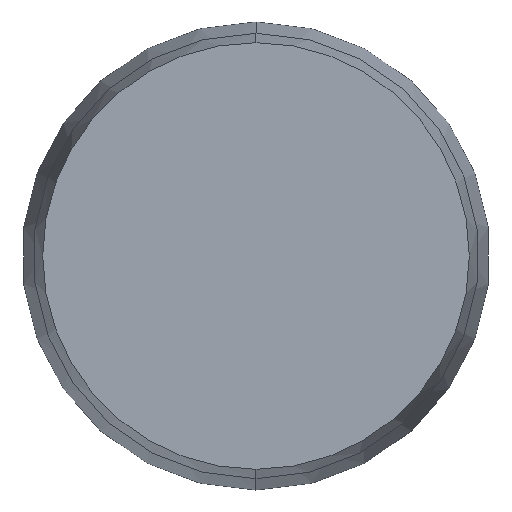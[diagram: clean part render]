
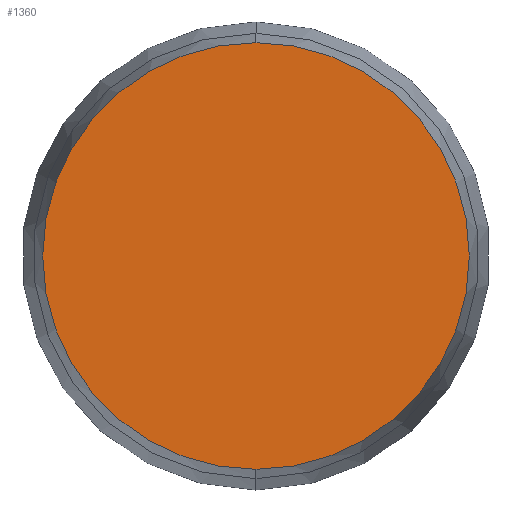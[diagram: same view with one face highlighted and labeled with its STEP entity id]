
A CAD part, left-side view. The second image highlights one B-rep face of the part: STEP entity #1360.
In plain terms, the highlighted planar face has unit normal (-1, 0, 0).
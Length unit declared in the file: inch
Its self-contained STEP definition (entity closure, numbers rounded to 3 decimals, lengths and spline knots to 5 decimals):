
#10 = VERTEX_POINT ( 'NONE', #1386 ) ;
#161 = CIRCLE ( 'NONE', #1863, 0.0151 ) ;
#205 = DIRECTION ( 'NONE',  ( 0., 0., -1. ) ) ;
#280 = DIRECTION ( 'NONE',  ( -1., 0., 0. ) ) ;
#320 = AXIS2_PLACEMENT_3D ( 'NONE', #618, #372, #205 ) ;
#372 = DIRECTION ( 'NONE',  ( 1., 0., 0. ) ) ;
#434 = ORIENTED_EDGE ( 'NONE', *, *, #738, .T. ) ;
#573 = EDGE_LOOP ( 'NONE', ( #889, #434 ) ) ;
#579 = EDGE_CURVE ( 'NONE', #10, #1526, #161, .T. ) ;
#593 = DIRECTION ( 'NONE',  ( -1., 0., 0. ) ) ;
#618 = CARTESIAN_POINT ( 'NONE',  ( 0., 0.0151, 0. ) ) ;
#633 = CARTESIAN_POINT ( 'NONE',  ( 0., 0., -0.0151 ) ) ;
#738 = EDGE_CURVE ( 'NONE', #1526, #10, #1834, .T. ) ;
#889 = ORIENTED_EDGE ( 'NONE', *, *, #579, .T. ) ;
#1242 = DIRECTION ( 'NONE',  ( 0., 0., 1. ) ) ;
#1360 = ADVANCED_FACE ( 'NONE', ( #1675 ), #1695, .F. ) ;
#1371 = AXIS2_PLACEMENT_3D ( 'NONE', #1403, #280, #1242 ) ;
#1386 = CARTESIAN_POINT ( 'NONE',  ( 0., 0., 0.0151 ) ) ;
#1403 = CARTESIAN_POINT ( 'NONE',  ( 0., 0., 0. ) ) ;
#1526 = VERTEX_POINT ( 'NONE', #633 ) ;
#1534 = CARTESIAN_POINT ( 'NONE',  ( 0., 0., 0. ) ) ;
#1675 = FACE_OUTER_BOUND ( 'NONE', #573, .T. ) ;
#1695 = PLANE ( 'NONE',  #320 ) ;
#1706 = DIRECTION ( 'NONE',  ( 0., 0., 1. ) ) ;
#1834 = CIRCLE ( 'NONE', #1371, 0.0151 ) ;
#1863 = AXIS2_PLACEMENT_3D ( 'NONE', #1534, #593, #1706 ) ;
